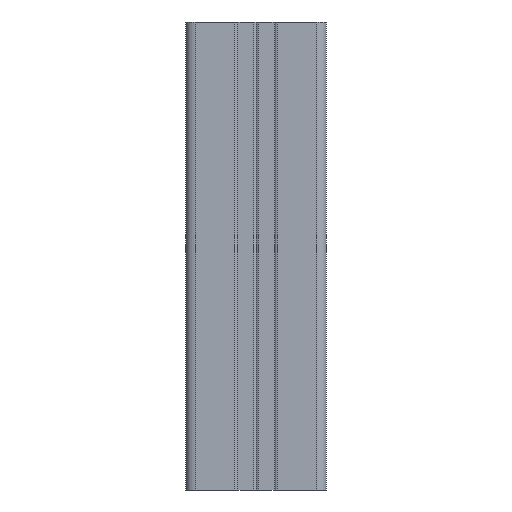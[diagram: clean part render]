
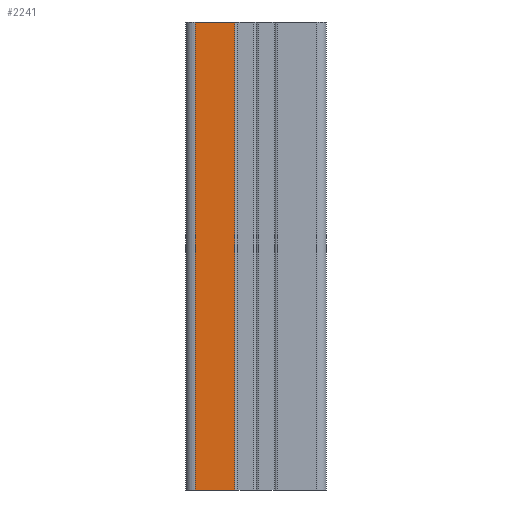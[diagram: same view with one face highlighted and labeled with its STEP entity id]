
A CAD part, left-side view. The second image highlights one B-rep face of the part: STEP entity #2241.
In plain terms, the highlighted planar face has unit normal (-1, 0, 0).
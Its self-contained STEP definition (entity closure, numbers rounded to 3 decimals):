
#234=FACE_OUTER_BOUND('',#346,.T.);
#346=EDGE_LOOP('',(#1804,#1805,#1806,#1807));
#438=LINE('',#3265,#690);
#598=LINE('',#3662,#850);
#599=LINE('',#3664,#851);
#600=LINE('',#3665,#852);
#690=VECTOR('',#2636,100.);
#850=VECTOR('',#3000,8.5);
#851=VECTOR('',#3001,100.);
#852=VECTOR('',#3002,8.5);
#940=VERTEX_POINT('',#3262);
#941=VERTEX_POINT('',#3264);
#1076=VERTEX_POINT('',#3661);
#1077=VERTEX_POINT('',#3663);
#1189=EDGE_CURVE('',#940,#941,#438,.T.);
#1386=EDGE_CURVE('',#940,#1076,#598,.T.);
#1387=EDGE_CURVE('',#1077,#1076,#599,.T.);
#1388=EDGE_CURVE('',#941,#1077,#600,.T.);
#1804=ORIENTED_EDGE('',*,*,#1189,.F.);
#1805=ORIENTED_EDGE('',*,*,#1386,.T.);
#1806=ORIENTED_EDGE('',*,*,#1387,.F.);
#1807=ORIENTED_EDGE('',*,*,#1388,.F.);
#2134=PLANE('',#2420);
#2241=ADVANCED_FACE('',(#234),#2134,.T.);
#2420=AXIS2_PLACEMENT_3D('',#3660,#2998,#2999);
#2636=DIRECTION('',(0.,0.,-1.));
#2998=DIRECTION('center_axis',(-1.,0.,0.));
#2999=DIRECTION('ref_axis',(0.,-1.,0.));
#3000=DIRECTION('',(0.,1.,0.));
#3001=DIRECTION('',(0.,0.,1.));
#3002=DIRECTION('',(0.,1.,0.));
#3262=CARTESIAN_POINT('',(-15.,4.5,100.));
#3264=CARTESIAN_POINT('',(-15.,4.5,0.));
#3265=CARTESIAN_POINT('',(-15.,4.5,0.));
#3660=CARTESIAN_POINT('Origin',(-15.,13.,0.));
#3661=CARTESIAN_POINT('',(-15.,13.,100.));
#3662=CARTESIAN_POINT('',(-15.,6.5,100.));
#3663=CARTESIAN_POINT('',(-15.,13.,0.));
#3664=CARTESIAN_POINT('',(-15.,13.,0.));
#3665=CARTESIAN_POINT('',(-15.,6.5,0.));
